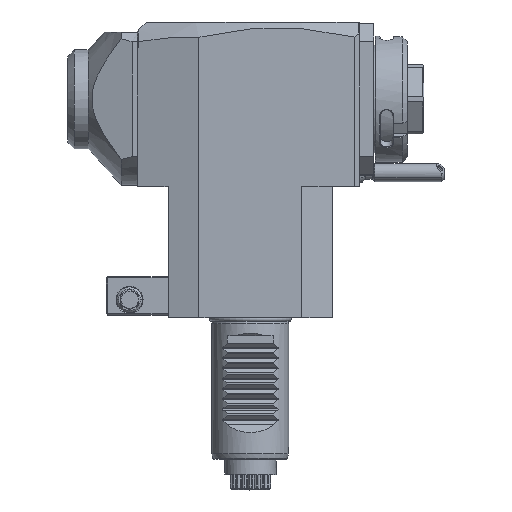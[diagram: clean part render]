
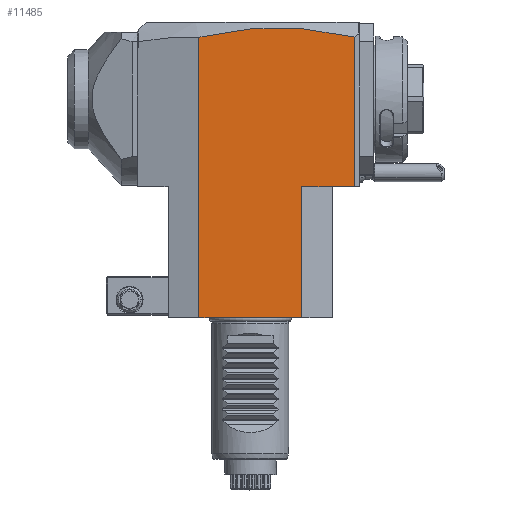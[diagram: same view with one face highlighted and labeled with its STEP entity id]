
A CAD part, top view. The second image highlights one B-rep face of the part: STEP entity #11485.
In plain terms, the highlighted planar face has unit normal (0, 0, 1).
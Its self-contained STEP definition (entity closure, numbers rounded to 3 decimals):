
#17=DIRECTION('',(-1.,0.,0.));
#18=VECTOR('',#17,40.);
#19=CARTESIAN_POINT('',(20.,0.,32.));
#20=LINE('',#19,#18);
#317=DIRECTION('',(-1.,0.,0.));
#318=VECTOR('',#317,20.5);
#319=CARTESIAN_POINT('',(40.5,51.,32.));
#320=LINE('',#319,#318);
#321=CARTESIAN_POINT('',(40.5,109.133,32.));
#322=CARTESIAN_POINT('',(35.458,110.345,32.));
#323=CARTESIAN_POINT('',(25.373,112.145,32.));
#324=CARTESIAN_POINT('',(10.247,113.032,32.));
#325=CARTESIAN_POINT('',(-4.877,112.124,32.));
#326=CARTESIAN_POINT('',(-14.959,110.311,32.));
#327=CARTESIAN_POINT('',(-20.,109.092,32.));
#333=DIRECTION('',(0.,1.,0.));
#334=VECTOR('',#333,58.133);
#335=CARTESIAN_POINT('',(40.5,51.,32.));
#336=LINE('',#335,#334);
#560=DIRECTION('',(0.,-1.,0.));
#561=VECTOR('',#560,109.092);
#562=CARTESIAN_POINT('',(-20.,109.092,32.));
#563=LINE('',#562,#561);
#5434=DIRECTION('',(0.,1.,0.));
#5435=VECTOR('',#5434,51.);
#5436=CARTESIAN_POINT('',(20.,0.,32.));
#5437=LINE('',#5436,#5435);
#10632=VERTEX_POINT('',#321);
#10633=VERTEX_POINT('',#327);
#11010=CARTESIAN_POINT('',(40.5,51.,32.));
#11011=VERTEX_POINT('',#11010);
#11024=CARTESIAN_POINT('',(20.,0.,32.));
#11025=VERTEX_POINT('',#11024);
#11026=CARTESIAN_POINT('',(-20.,0.,32.));
#11027=VERTEX_POINT('',#11026);
#11380=CARTESIAN_POINT('',(20.,51.,32.));
#11381=VERTEX_POINT('',#11380);
#11468=CARTESIAN_POINT('',(-35.103,51.,32.));
#11469=DIRECTION('',(0.,0.,1.));
#11470=DIRECTION('',(1.,0.,0.));
#11471=AXIS2_PLACEMENT_3D('',#11468,#11469,#11470);
#11472=PLANE('',#11471);
#11474=ORIENTED_EDGE('',*,*,#11473,.F.);
#11475=ORIENTED_EDGE('',*,*,#11450,.T.);
#11477=ORIENTED_EDGE('',*,*,#11476,.F.);
#11478=ORIENTED_EDGE('',*,*,#11397,.T.);
#11480=ORIENTED_EDGE('',*,*,#11479,.F.);
#11482=ORIENTED_EDGE('',*,*,#11481,.F.);
#11483=EDGE_LOOP('',(#11474,#11475,#11477,#11478,#11480,#11482));
#11484=FACE_OUTER_BOUND('',#11483,.F.);
#328=B_SPLINE_CURVE_WITH_KNOTS('',3,(#321,#322,#323,#324,#325,#326,#327),
.UNSPECIFIED.,.F.,.F.,(4,1,1,1,4),(0.,0.25,0.5,0.75,1.),
.UNSPECIFIED.);
#11397=EDGE_CURVE('',#11025,#11027,#20,.T.);
#11450=EDGE_CURVE('',#11011,#11381,#320,.T.);
#11473=EDGE_CURVE('',#11011,#10632,#336,.T.);
#11476=EDGE_CURVE('',#11025,#11381,#5437,.T.);
#11479=EDGE_CURVE('',#10633,#11027,#563,.T.);
#11481=EDGE_CURVE('',#10632,#10633,#328,.T.);
#11485=ADVANCED_FACE('',(#11484),#11472,.T.);
